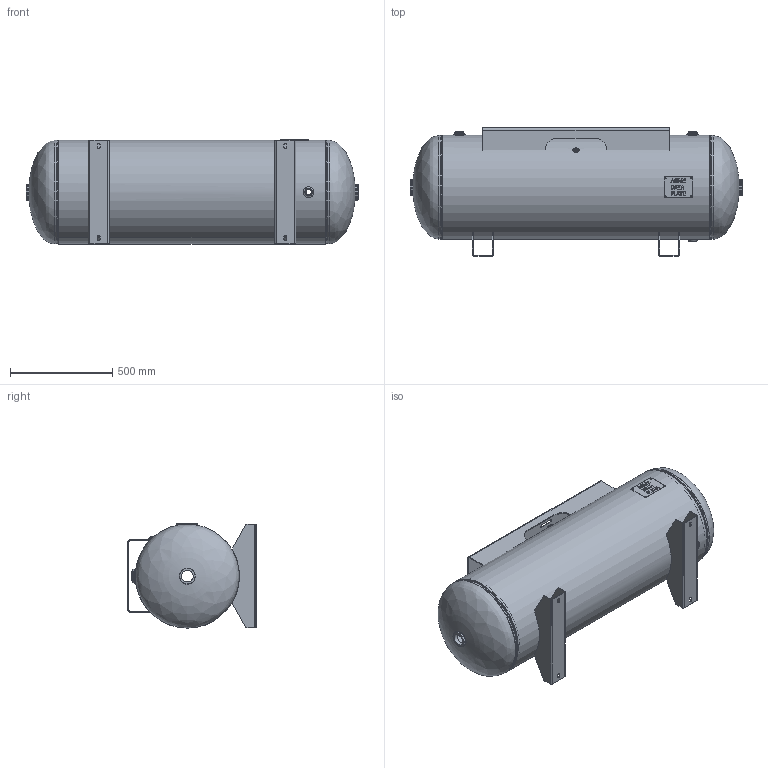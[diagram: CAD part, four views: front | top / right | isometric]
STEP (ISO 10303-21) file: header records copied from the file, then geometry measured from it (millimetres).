
FILE_DESCRIPTION(/* description */ ('20 X 63 200# HORZ ASME STOCK 80 GAL W/CHNLS & TPLT'),/* implementation_level */ '2;1');
FILE_NAME(/* name */ 'SPVG_A10032.stp',/* time_stamp */ '2018-11-06T14:13:39-06:00',/* author */ ('kim.thoune'),/* organization */ (''),/* preprocessor_version */ 'ST-DEVELOPER v16.5',/* originating_system */ 'Autodesk Inventor 2017',/* authorisation */ '');
FILE_SCHEMA (('AUTOMOTIVE_DESIGN { 1 0 10303 214 3 1 1 }'));
Length unit declared in the file: inch
Products named in the file (15): A10032; A10032-1; A10032-2; H20124J; A10032-3; H20124J_1; F102000; F100250; F101000; F101501; F100750; S100047; 60-140; 64-053; S109145
Assembly tree (17 placements, depth 3):
  A10032
    A10032-1
    A10032-2
      H20124J
    A10032-3
      H20124J_1
    F102000  x2
    F100250
    F101000  x2
    F101501
    F100750
    S100047
    60-140
      64-053
    S109145  x2
Bounding box: 1627.17 x 628.65 x 511.3 mm (x, y, z)
Volume: 13506252.4 mm3; surface area: 7066366.9 mm2
Topology: 14 solids, 14 shells, 439 faces, 1113 edges, 727 vertices
Faces by surface type: plane 252, cylinder 97, bspline 40, torus 36, cone 14
Full cylindrical faces by diameter (mm): 6.35 x4, 11.455 x1, 26.987 x1, 30.302 x2, 36.512 x1, 36.909 x1, 43.256 x2, 44.45 x2, 44.856 x1, 46.037 x2, 52.387 x1, 56.667 x2, 57.547 x1, 60.325 x3, 68.263 x3, 79.383 x2, 101.6 x1, 495.859 x2, 501.701 x2, 502.158 x3, 508 x2, 510.083 x1
Entity records: 12881 total; most frequent: CARTESIAN_POINT 3436, ORIENTED_EDGE 1808, DIRECTION 1770, EDGE_CURVE 904, VERTEX_POINT 633, LINE 628, VECTOR 628, AXIS2_PLACEMENT_3D 571
